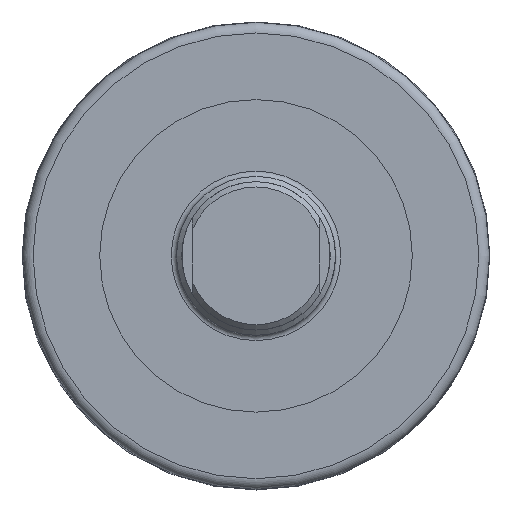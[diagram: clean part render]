
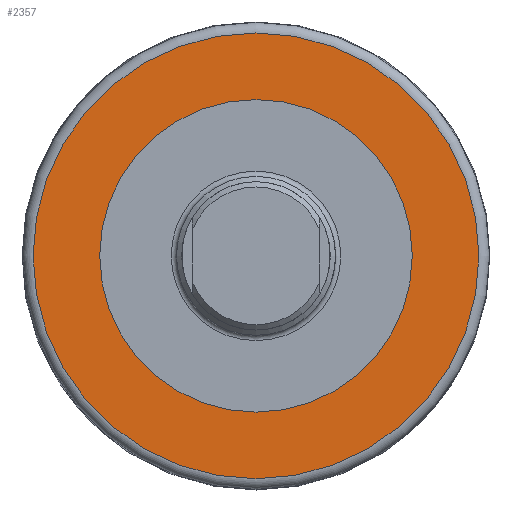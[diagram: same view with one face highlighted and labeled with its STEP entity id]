
A CAD part, left-side view. The second image highlights one B-rep face of the part: STEP entity #2357.
In plain terms, the highlighted planar face has unit normal (-1, 0, 0).
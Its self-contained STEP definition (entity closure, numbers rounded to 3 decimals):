
#49=FACE_BOUND('',#274,.T.);
#66=PLANE('',#2534);
#142=FACE_OUTER_BOUND('',#273,.T.);
#273=EDGE_LOOP('',(#1477,#1478));
#274=EDGE_LOOP('',(#1479,#1480));
#443=CIRCLE('',#2535,42.079);
#444=CIRCLE('',#2536,42.079);
#445=CIRCLE('',#2537,29.25);
#446=CIRCLE('',#2538,29.25);
#888=VERTEX_POINT('',#3801);
#889=VERTEX_POINT('',#3802);
#890=VERTEX_POINT('',#3805);
#891=VERTEX_POINT('',#3806);
#1109=EDGE_CURVE('',#888,#889,#443,.T.);
#1110=EDGE_CURVE('',#889,#888,#444,.T.);
#1111=EDGE_CURVE('',#890,#891,#445,.T.);
#1112=EDGE_CURVE('',#891,#890,#446,.T.);
#1477=ORIENTED_EDGE('',*,*,#1109,.F.);
#1478=ORIENTED_EDGE('',*,*,#1110,.F.);
#1479=ORIENTED_EDGE('',*,*,#1111,.T.);
#1480=ORIENTED_EDGE('',*,*,#1112,.T.);
#2357=ADVANCED_FACE('',(#142,#49),#66,.T.);
#2534=AXIS2_PLACEMENT_3D('',#3800,#2947,#2948);
#2535=AXIS2_PLACEMENT_3D('',#3803,#2949,#2950);
#2536=AXIS2_PLACEMENT_3D('',#3804,#2951,#2952);
#2537=AXIS2_PLACEMENT_3D('',#3807,#2953,#2954);
#2538=AXIS2_PLACEMENT_3D('',#3808,#2955,#2956);
#2947=DIRECTION('center_axis',(-1.,0.,0.));
#2948=DIRECTION('ref_axis',(0.,0.,-1.));
#2949=DIRECTION('center_axis',(1.,0.,0.));
#2950=DIRECTION('ref_axis',(0.,1.,0.));
#2951=DIRECTION('center_axis',(1.,0.,0.));
#2952=DIRECTION('ref_axis',(0.,1.,0.));
#2953=DIRECTION('center_axis',(1.,0.,0.));
#2954=DIRECTION('ref_axis',(0.,1.,0.));
#2955=DIRECTION('center_axis',(1.,0.,0.));
#2956=DIRECTION('ref_axis',(0.,1.,0.));
#3800=CARTESIAN_POINT('Origin',(76.7,-38.27,0.));
#3801=CARTESIAN_POINT('',(76.7,-42.079,0.));
#3802=CARTESIAN_POINT('',(76.7,0.,-42.079));
#3803=CARTESIAN_POINT('Origin',(76.7,0.,0.));
#3804=CARTESIAN_POINT('Origin',(76.7,0.,0.));
#3805=CARTESIAN_POINT('',(76.7,29.25,0.));
#3806=CARTESIAN_POINT('',(76.7,-29.25,0.));
#3807=CARTESIAN_POINT('Origin',(76.7,0.,0.));
#3808=CARTESIAN_POINT('Origin',(76.7,0.,0.));
